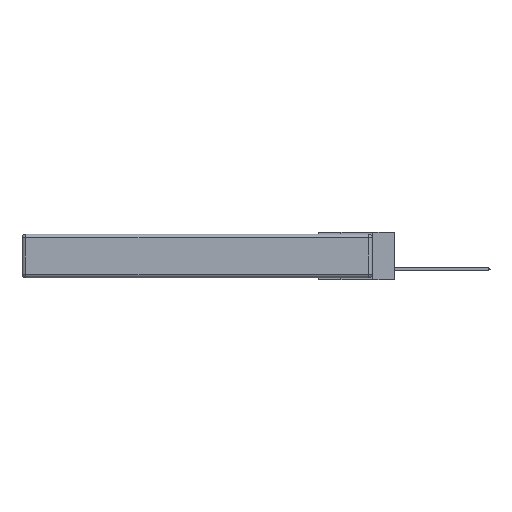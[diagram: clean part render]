
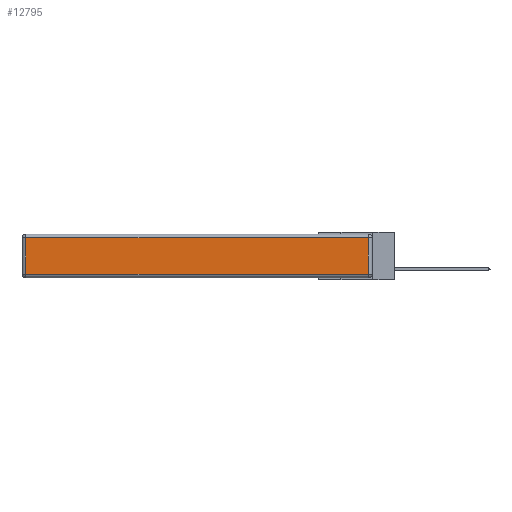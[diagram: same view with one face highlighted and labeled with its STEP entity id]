
A CAD part, left-side view. The second image highlights one B-rep face of the part: STEP entity #12795.
In plain terms, the highlighted planar face has unit normal (-1, 0, 0).
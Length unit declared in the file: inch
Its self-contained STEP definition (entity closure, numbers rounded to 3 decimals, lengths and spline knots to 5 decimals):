
#277 = VECTOR ( 'NONE', #3410, 39.37008 ) ;
#360 = EDGE_CURVE ( 'NONE', #14658, #7547, #15166, .T. ) ;
#905 = CARTESIAN_POINT ( 'NONE',  ( 0., 2.75, -0.03 ) ) ;
#1058 = EDGE_LOOP ( 'NONE', ( #6007, #14040, #12779, #7020 ) ) ;
#1866 = CARTESIAN_POINT ( 'NONE',  ( 0., 0., -0.313 ) ) ;
#2747 = PLANE ( 'NONE',  #5312 ) ;
#3306 = EDGE_CURVE ( 'NONE', #7547, #12369, #4666, .T. ) ;
#3410 = DIRECTION ( 'NONE',  ( 0., 0., 1. ) ) ;
#3915 = VERTEX_POINT ( 'NONE', #5984 ) ;
#4666 = LINE ( 'NONE', #14980, #277 ) ;
#4730 = CARTESIAN_POINT ( 'NONE',  ( 0., 2.72, -0.343 ) ) ;
#5268 = VECTOR ( 'NONE', #11502, 39.37008 ) ;
#5312 = AXIS2_PLACEMENT_3D ( 'NONE', #11127, #13523, #14719 ) ;
#5796 = DIRECTION ( 'NONE',  ( 0., 0., -1. ) ) ;
#5984 = CARTESIAN_POINT ( 'NONE',  ( 0., 2.72, -0.03 ) ) ;
#6007 = ORIENTED_EDGE ( 'NONE', *, *, #360, .T. ) ;
#7020 = ORIENTED_EDGE ( 'NONE', *, *, #13105, .T. ) ;
#7547 = VERTEX_POINT ( 'NONE', #9845 ) ;
#8103 = VECTOR ( 'NONE', #10283, 39.37008 ) ;
#8445 = LINE ( 'NONE', #905, #5268 ) ;
#9199 = VECTOR ( 'NONE', #5796, 39.37008 ) ;
#9845 = CARTESIAN_POINT ( 'NONE',  ( 0., 0.03, -0.313 ) ) ;
#10179 = CARTESIAN_POINT ( 'NONE',  ( 0., 2.72, -0.313 ) ) ;
#10283 = DIRECTION ( 'NONE',  ( 0., -1., 0. ) ) ;
#11127 = CARTESIAN_POINT ( 'NONE',  ( 0., 0., -0.343 ) ) ;
#11392 = EDGE_CURVE ( 'NONE', #12369, #3915, #8445, .T. ) ;
#11421 = FACE_OUTER_BOUND ( 'NONE', #1058, .T. ) ;
#11502 = DIRECTION ( 'NONE',  ( 0., 1., 0. ) ) ;
#12369 = VERTEX_POINT ( 'NONE', #14603 ) ;
#12523 = LINE ( 'NONE', #4730, #9199 ) ;
#12779 = ORIENTED_EDGE ( 'NONE', *, *, #11392, .T. ) ;
#12795 = ADVANCED_FACE ( 'NONE', ( #11421 ), #2747, .T. ) ;
#13105 = EDGE_CURVE ( 'NONE', #3915, #14658, #12523, .T. ) ;
#13523 = DIRECTION ( 'NONE',  ( -1., 0., 0. ) ) ;
#14040 = ORIENTED_EDGE ( 'NONE', *, *, #3306, .T. ) ;
#14603 = CARTESIAN_POINT ( 'NONE',  ( 0., 0.03, -0.03 ) ) ;
#14658 = VERTEX_POINT ( 'NONE', #10179 ) ;
#14719 = DIRECTION ( 'NONE',  ( 0., 0., 1. ) ) ;
#14980 = CARTESIAN_POINT ( 'NONE',  ( 0., 0.03, -0.343 ) ) ;
#15166 = LINE ( 'NONE', #1866, #8103 ) ;
